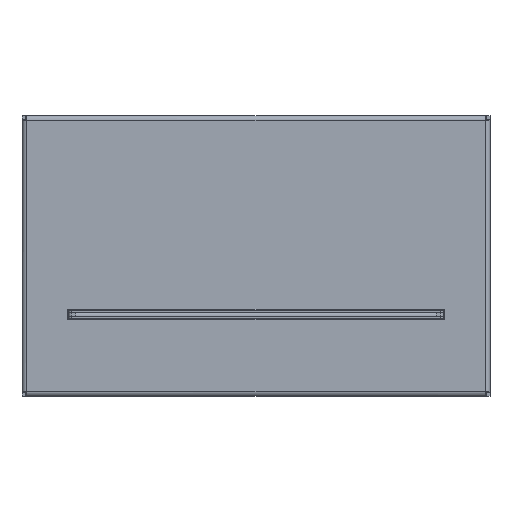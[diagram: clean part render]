
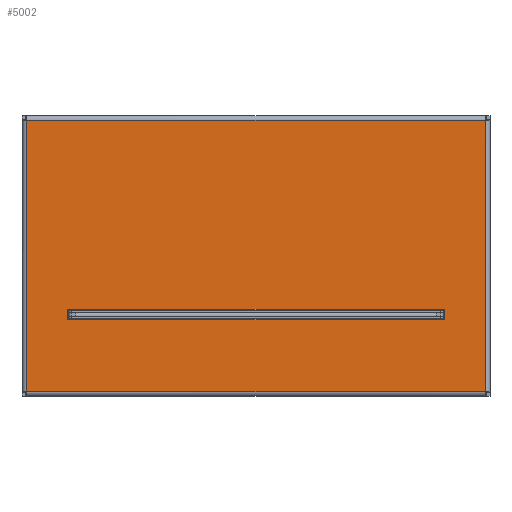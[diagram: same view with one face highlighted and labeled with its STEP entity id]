
A CAD part, top view. The second image highlights one B-rep face of the part: STEP entity #5002.
In plain terms, the highlighted planar face has unit normal (0, 0, 1).
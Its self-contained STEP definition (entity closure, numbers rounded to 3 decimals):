
#5002=ADVANCED_FACE('',(#8647,#8648),#8649,.T.);
#8647=FACE_BOUND('',#12413,.T.);
#8648=FACE_OUTER_BOUND('',#12414,.T.);
#8649=PLANE('',#12415);
#12413=EDGE_LOOP('',(#21712,#21713,#21714,#21715,#21716,#21717,#21718,#21719));
#12414=EDGE_LOOP('',(#21720,#21721,#21722,#21723));
#12415=AXIS2_PLACEMENT_3D('',#21724,#21725,#21726);
#21712=ORIENTED_EDGE('',*,*,#26410,.F.);
#21713=ORIENTED_EDGE('',*,*,#26411,.F.);
#21714=ORIENTED_EDGE('',*,*,#26391,.F.);
#21715=ORIENTED_EDGE('',*,*,#26387,.F.);
#21716=ORIENTED_EDGE('',*,*,#26396,.F.);
#21717=ORIENTED_EDGE('',*,*,#26412,.F.);
#21718=ORIENTED_EDGE('',*,*,#26413,.F.);
#21719=ORIENTED_EDGE('',*,*,#26414,.F.);
#21720=ORIENTED_EDGE('',*,*,#26415,.T.);
#21721=ORIENTED_EDGE('',*,*,#26416,.T.);
#21722=ORIENTED_EDGE('',*,*,#26417,.T.);
#21723=ORIENTED_EDGE('',*,*,#26418,.T.);
#21724=CARTESIAN_POINT('',(0.0,0.0,0.0));
#21725=DIRECTION('',(0.0,0.0,1.0));
#21726=DIRECTION('',(1.0,0.0,0.0));
#26387=EDGE_CURVE('',#31845,#31847,#31848,.T.);
#26391=EDGE_CURVE('',#31847,#31853,#31854,.T.);
#26396=EDGE_CURVE('',#31860,#31845,#31862,.T.);
#26410=EDGE_CURVE('',#31884,#31885,#31886,.T.);
#26411=EDGE_CURVE('',#31853,#31884,#31887,.T.);
#26412=EDGE_CURVE('',#31888,#31860,#31889,.T.);
#26413=EDGE_CURVE('',#31890,#31888,#31891,.T.);
#26414=EDGE_CURVE('',#31885,#31890,#31892,.T.);
#26415=EDGE_CURVE('',#31893,#31894,#31895,.F.);
#26416=EDGE_CURVE('',#31894,#31896,#31897,.F.);
#26417=EDGE_CURVE('',#31896,#31898,#31899,.F.);
#26418=EDGE_CURVE('',#31898,#31893,#31900,.F.);
#31845=VERTEX_POINT('',#39892);
#31847=VERTEX_POINT('',#39895);
#31848=CIRCLE('',#39896,0.1);
#31853=VERTEX_POINT('',#39902);
#31854=LINE('',#39903,#39904);
#31860=VERTEX_POINT('',#39912);
#31862=LINE('',#39915,#39916);
#31884=VERTEX_POINT('',#39948);
#31885=VERTEX_POINT('',#39949);
#31886=LINE('',#39950,#39951);
#31887=CIRCLE('',#39952,0.1);
#31888=VERTEX_POINT('',#39953);
#31889=CIRCLE('',#39954,0.1);
#31890=VERTEX_POINT('',#39955);
#31891=LINE('',#39956,#39957);
#31892=CIRCLE('',#39958,0.1);
#31893=VERTEX_POINT('',#39959);
#31894=VERTEX_POINT('',#39960);
#31895=LINE('',#39961,#39962);
#31896=VERTEX_POINT('',#39963);
#31897=LINE('',#39964,#39965);
#31898=VERTEX_POINT('',#39966);
#31899=LINE('',#39967,#39968);
#31900=LINE('',#39969,#39970);
#39892=CARTESIAN_POINT('',(80.5,-22.85,0.0));
#39895=CARTESIAN_POINT('',(80.4,-22.75,0.0));
#39896=AXIS2_PLACEMENT_3D('',#44794,#44795,#44796);
#39902=CARTESIAN_POINT('',(-80.4,-22.75,0.0));
#39903=CARTESIAN_POINT('',(0.,-22.75,0.0));
#39904=VECTOR('',#44801,1.0);
#39912=CARTESIAN_POINT('',(80.5,-27.15,0.0));
#39915=CARTESIAN_POINT('',(80.5,0.,0.0));
#39916=VECTOR('',#44805,1.0);
#39948=CARTESIAN_POINT('',(-80.5,-22.85,0.0));
#39949=CARTESIAN_POINT('',(-80.5,-27.15,0.0));
#39950=CARTESIAN_POINT('',(-80.5,0.,0.0));
#39951=VECTOR('',#44816,1.0);
#39952=AXIS2_PLACEMENT_3D('',#44817,#44818,#44819);
#39953=CARTESIAN_POINT('',(80.4,-27.25,0.0));
#39954=AXIS2_PLACEMENT_3D('',#44820,#44821,#44822);
#39955=CARTESIAN_POINT('',(-80.4,-27.25,0.0));
#39956=CARTESIAN_POINT('',(0.0,-27.25,0.0));
#39957=VECTOR('',#44823,1.0);
#39958=AXIS2_PLACEMENT_3D('',#44824,#44825,#44826);
#39959=CARTESIAN_POINT('',(-98.0,58.0,0.0));
#39960=CARTESIAN_POINT('',(-98.0,-58.0,0.));
#39961=CARTESIAN_POINT('',(-98.0,0.0,0.0));
#39962=VECTOR('',#44827,1.0);
#39963=CARTESIAN_POINT('',(98.0,-58.0,0.0));
#39964=CARTESIAN_POINT('',(0.0,-58.0,0.0));
#39965=VECTOR('',#44828,1.0);
#39966=CARTESIAN_POINT('',(98.0,58.0,0.));
#39967=CARTESIAN_POINT('',(98.0,0.0,0.0));
#39968=VECTOR('',#44829,1.0);
#39969=CARTESIAN_POINT('',(0.0,58.0,0.0));
#39970=VECTOR('',#44830,1.0);
#44794=CARTESIAN_POINT('',(80.4,-22.85,0.0));
#44795=DIRECTION('',(0.0,0.0,1.0));
#44796=DIRECTION('',(1.0,0.0,0.0));
#44801=DIRECTION('',(-1.0,0.,0.0));
#44805=DIRECTION('',(0.,1.0,0.0));
#44816=DIRECTION('',(0.,-1.0,0.0));
#44817=CARTESIAN_POINT('',(-80.4,-22.85,0.0));
#44818=DIRECTION('',(0.0,0.0,1.0));
#44819=DIRECTION('',(1.0,0.0,0.0));
#44820=CARTESIAN_POINT('',(80.4,-27.15,0.0));
#44821=DIRECTION('',(0.0,0.0,1.0));
#44822=DIRECTION('',(1.0,0.0,0.0));
#44823=DIRECTION('',(1.0,0.0,0.0));
#44824=CARTESIAN_POINT('',(-80.4,-27.15,0.0));
#44825=DIRECTION('',(0.0,0.0,1.0));
#44826=DIRECTION('',(1.0,0.0,0.0));
#44827=DIRECTION('',(0.0,1.0,0.0));
#44828=DIRECTION('',(-1.0,0.0,0.0));
#44829=DIRECTION('',(0.0,-1.0,0.0));
#44830=DIRECTION('',(1.0,0.0,0.0));
